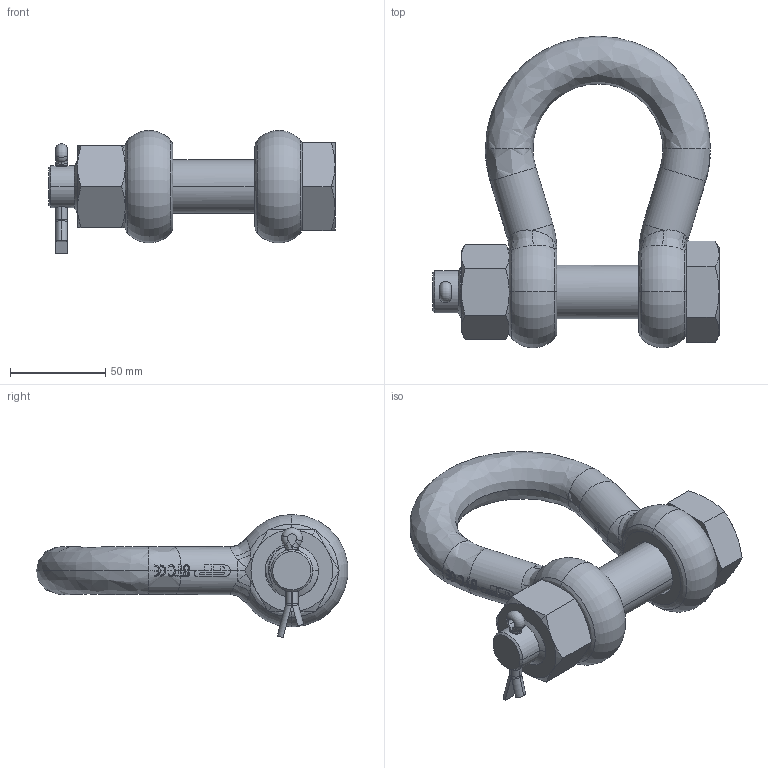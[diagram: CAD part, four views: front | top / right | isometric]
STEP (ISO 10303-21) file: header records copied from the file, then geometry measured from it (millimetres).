
FILE_DESCRIPTION(('STEP AP214'),'1');
FILE_NAME('sughmb25.stp','2017-03-31T06:17:50',('TraceParts'),('TraceParts S.A.'),'Spatial InterOp 3D',' ',' ');
FILE_SCHEMA(('automotive_design'));
Length unit declared in the file: millimetre
Products named in the file (4): sughmb25_1; sughmb25_2; sughmb25_3; sughmb25_4
Bounding box: 150 x 163.28 x 64.55 mm (x, y, z)
Volume: 339620 mm3; surface area: 67126.3 mm2
Topology: 4 solids, 4 shells, 724 faces, 1992 edges, 1283 vertices
Faces by surface type: bspline 306, plane 266, cylinder 113, cone 28, torus 11
Entity records: 37630 total; most frequent: CARTESIAN_POINT 21928, ORIENTED_EDGE 3948, DIRECTION 2156, EDGE_CURVE 1974, VERTEX_POINT 1283, LINE 868, VECTOR 868, B_SPLINE_CURVE_WITH_KNOTS 768
